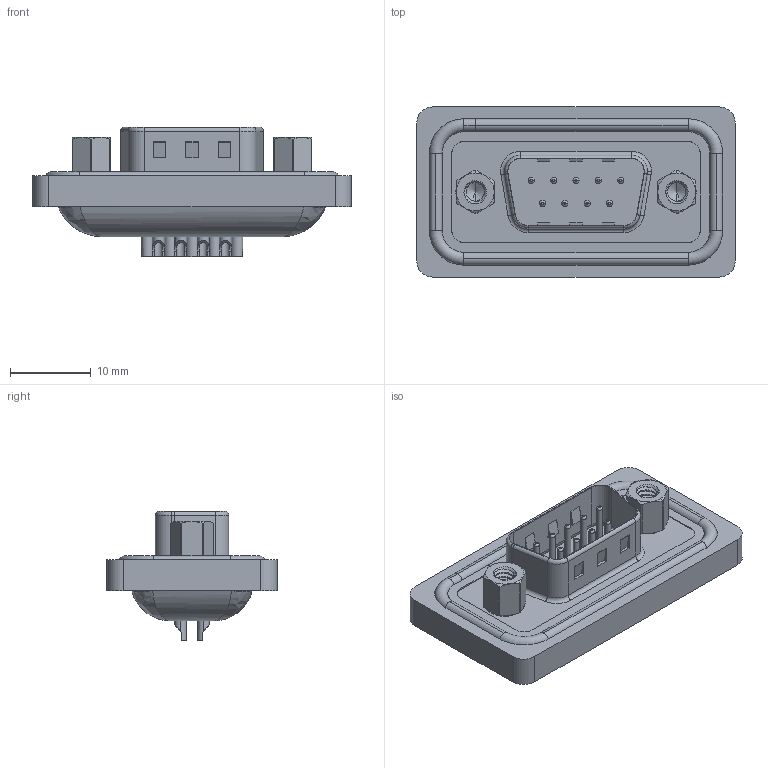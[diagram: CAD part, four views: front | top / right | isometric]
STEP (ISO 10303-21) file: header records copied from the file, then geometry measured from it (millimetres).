
FILE_DESCRIPTION (( 'STEP AP203' ), '1' );
FILE_NAME ('627-W09-222-012.STEP', '2021-04-05T19:15:07', ( '' ), ( '' ), 'SwSTEP 2.0', 'SolidWorks 2020', '' );
FILE_SCHEMA (( 'CONFIG_CONTROL_DESIGN' ));
Length unit declared in the file: millimetre
Products named in the file (8): 627W 4-40 Hex Standoff; 627W Waterproof Housing_09 Contacts; 627-W09-222-012; 627W Contact Row 2_22; 627W 4-40 Threaded Rivet; 627W Housing_09 Contacts; 627W Shell Front_09 Contacts; 627W Contact Row 1_22
Assembly tree (16 placements, depth 2):
  627-W09-222-012
    627W Housing_09 Contacts
    627W Shell Front_09 Contacts
    627W Contact Row 1_22  x5
    627W Contact Row 2_22  x4
    627W Waterproof Housing_09 Contacts
    627W 4-40 Threaded Rivet  x2
    627W 4-40 Hex Standoff  x2
Bounding box: 39.5 x 21.1 x 16.05 mm (x, y, z)
Volume: 4665.8 mm3; surface area: 6635.7 mm2
Topology: 17 solids, 17 shells, 799 faces, 1970 edges, 1234 vertices
Faces by surface type: cylinder 374, plane 222, torus 133, cone 48, bspline 22
Entity records: 20256 total; most frequent: CARTESIAN_POINT 7111, DIRECTION 2615, ORIENTED_EDGE 2484, EDGE_CURVE 1242, AXIS2_PLACEMENT_3D 1032, VERTEX_POINT 796, EDGE_LOOP 594, LINE 551
